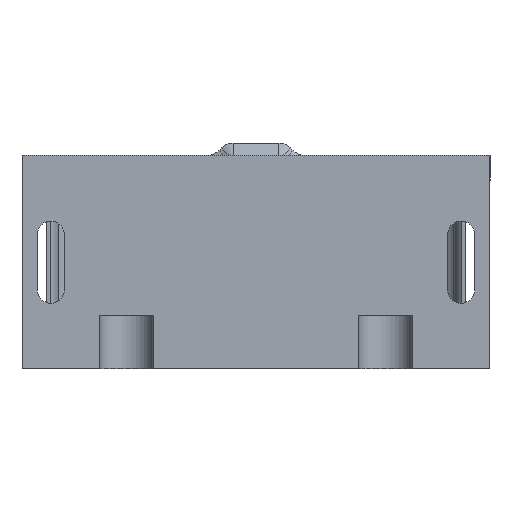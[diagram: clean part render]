
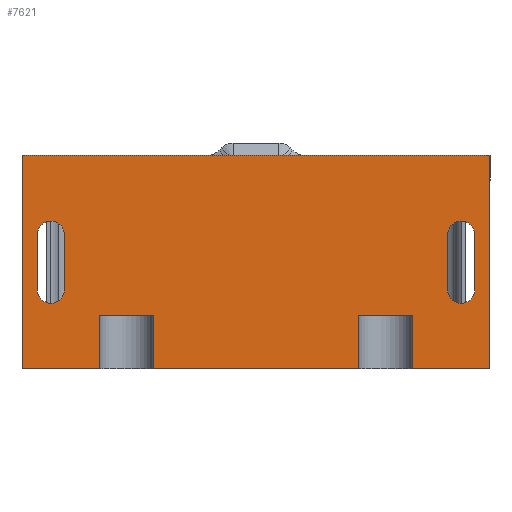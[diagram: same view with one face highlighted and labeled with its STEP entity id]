
A CAD part, front view. The second image highlights one B-rep face of the part: STEP entity #7621.
In plain terms, the highlighted planar face has unit normal (0, -1, 0).
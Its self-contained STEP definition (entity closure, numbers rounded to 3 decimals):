
#1667=DIRECTION('',(1.,0.,0.));
#1668=VECTOR('',#1667,13.2);
#1669=CARTESIAN_POINT('',(-38.2,-49.,-10.));
#1670=LINE('',#1669,#1668);
#1686=CARTESIAN_POINT('',(-50.,-49.,-3.7));
#1687=DIRECTION('',(0.,-1.,0.));
#1688=DIRECTION('',(-1.,0.,0.));
#1689=AXIS2_PLACEMENT_3D('',#1686,#1687,#1688);
#1691=CARTESIAN_POINT('',(-50.,-49.,9.703));
#1692=DIRECTION('',(0.,-1.,0.));
#1693=DIRECTION('',(1.,0.,0.));
#1694=AXIS2_PLACEMENT_3D('',#1691,#1692,#1693);
#1696=CARTESIAN_POINT('',(50.,-49.,9.703));
#1697=DIRECTION('',(0.,-1.,0.));
#1698=DIRECTION('',(1.,0.,0.));
#1699=AXIS2_PLACEMENT_3D('',#1696,#1697,#1698);
#1701=CARTESIAN_POINT('',(50.,-49.,-3.7));
#1702=DIRECTION('',(0.,-1.,0.));
#1703=DIRECTION('',(-1.,0.,0.));
#1704=AXIS2_PLACEMENT_3D('',#1701,#1702,#1703);
#1706=DIRECTION('',(0.,0.,1.));
#1707=VECTOR('',#1706,52.);
#1708=CARTESIAN_POINT('',(-57.,-49.,-23.));
#1709=LINE('',#1708,#1707);
#1710=DIRECTION('',(1.,0.,0.));
#1711=VECTOR('',#1710,114.);
#1712=CARTESIAN_POINT('',(-57.,-49.,29.));
#1713=LINE('',#1712,#1711);
#1714=DIRECTION('',(-1.,0.,0.));
#1715=VECTOR('',#1714,18.8);
#1716=CARTESIAN_POINT('',(57.,-49.,-23.));
#1717=LINE('',#1716,#1715);
#1718=DIRECTION('',(-1.,0.,0.));
#1719=VECTOR('',#1718,50.);
#1720=CARTESIAN_POINT('',(25.,-49.,-23.));
#1721=LINE('',#1720,#1719);
#1722=DIRECTION('',(-1.,0.,0.));
#1723=VECTOR('',#1722,18.8);
#1724=CARTESIAN_POINT('',(-38.2,-49.,-23.));
#1725=LINE('',#1724,#1723);
#1726=DIRECTION('',(0.,0.,1.));
#1727=VECTOR('',#1726,13.403);
#1728=CARTESIAN_POINT('',(-53.3,-49.,-3.7));
#1729=LINE('',#1728,#1727);
#1742=DIRECTION('',(0.,0.,-1.));
#1743=VECTOR('',#1742,13.403);
#1744=CARTESIAN_POINT('',(-46.7,-49.,9.703));
#1745=LINE('',#1744,#1743);
#2074=DIRECTION('',(0.,0.,1.));
#2075=VECTOR('',#2074,13.);
#2076=CARTESIAN_POINT('',(-38.2,-49.,-23.));
#2077=LINE('',#2076,#2075);
#2098=DIRECTION('',(0.,0.,-1.));
#2099=VECTOR('',#2098,13.);
#2100=CARTESIAN_POINT('',(-25.,-49.,-10.));
#2101=LINE('',#2100,#2099);
#2106=DIRECTION('',(0.,0.,1.));
#2107=VECTOR('',#2106,13.);
#2108=CARTESIAN_POINT('',(25.,-49.,-23.));
#2109=LINE('',#2108,#2107);
#2118=DIRECTION('',(1.,0.,0.));
#2119=VECTOR('',#2118,13.2);
#2120=CARTESIAN_POINT('',(25.,-49.,-10.));
#2121=LINE('',#2120,#2119);
#2145=DIRECTION('',(0.,0.,-1.));
#2146=VECTOR('',#2145,13.);
#2147=CARTESIAN_POINT('',(38.2,-49.,-10.));
#2148=LINE('',#2147,#2146);
#2171=DIRECTION('',(0.,0.,1.));
#2172=VECTOR('',#2171,52.);
#2173=CARTESIAN_POINT('',(57.,-49.,-23.));
#2174=LINE('',#2173,#2172);
#2747=DIRECTION('',(0.,0.,-1.));
#2748=VECTOR('',#2747,13.403);
#2749=CARTESIAN_POINT('',(53.3,-49.,9.703));
#2750=LINE('',#2749,#2748);
#2755=DIRECTION('',(0.,0.,1.));
#2756=VECTOR('',#2755,13.403);
#2757=CARTESIAN_POINT('',(46.7,-49.,-3.7));
#2758=LINE('',#2757,#2756);
#4454=CARTESIAN_POINT('',(-57.,-49.,-23.));
#4455=VERTEX_POINT('',#4454);
#4456=CARTESIAN_POINT('',(-38.2,-49.,-23.));
#4457=VERTEX_POINT('',#4456);
#4462=CARTESIAN_POINT('',(-25.,-49.,-23.));
#4463=VERTEX_POINT('',#4462);
#4464=CARTESIAN_POINT('',(25.,-49.,-23.));
#4465=VERTEX_POINT('',#4464);
#4470=CARTESIAN_POINT('',(38.2,-49.,-23.));
#4471=VERTEX_POINT('',#4470);
#4472=CARTESIAN_POINT('',(57.,-49.,-23.));
#4473=VERTEX_POINT('',#4472);
#4598=CARTESIAN_POINT('',(25.,-49.,-10.));
#4599=CARTESIAN_POINT('',(38.2,-49.,-10.));
#4600=VERTEX_POINT('',#4598);
#4601=VERTEX_POINT('',#4599);
#4602=CARTESIAN_POINT('',(-25.,-49.,-10.));
#4603=VERTEX_POINT('',#4602);
#4604=CARTESIAN_POINT('',(-38.2,-49.,-10.));
#4605=VERTEX_POINT('',#4604);
#4606=CARTESIAN_POINT('',(-53.3,-49.,-3.7));
#4607=CARTESIAN_POINT('',(-46.7,-49.,-3.7));
#4608=VERTEX_POINT('',#4606);
#4609=VERTEX_POINT('',#4607);
#4610=CARTESIAN_POINT('',(-46.7,-49.,9.703));
#4611=VERTEX_POINT('',#4610);
#4612=CARTESIAN_POINT('',(-53.3,-49.,9.703));
#4613=VERTEX_POINT('',#4612);
#4614=CARTESIAN_POINT('',(53.3,-49.,9.703));
#4615=CARTESIAN_POINT('',(53.3,-49.,-3.7));
#4616=VERTEX_POINT('',#4614);
#4617=VERTEX_POINT('',#4615);
#4618=CARTESIAN_POINT('',(46.7,-49.,9.703));
#4619=VERTEX_POINT('',#4618);
#4620=CARTESIAN_POINT('',(46.7,-49.,-3.7));
#4621=VERTEX_POINT('',#4620);
#4675=CARTESIAN_POINT('',(57.,-49.,29.));
#4676=VERTEX_POINT('',#4675);
#4677=CARTESIAN_POINT('',(-57.,-49.,29.));
#4678=VERTEX_POINT('',#4677);
#7572=CARTESIAN_POINT('',(0.,-49.,0.));
#7573=DIRECTION('',(0.,1.,0.));
#7574=DIRECTION('',(1.,0.,0.));
#7575=AXIS2_PLACEMENT_3D('',#7572,#7573,#7574);
#7576=PLANE('',#7575);
#7578=ORIENTED_EDGE('',*,*,#7577,.T.);
#7579=ORIENTED_EDGE('',*,*,#6499,.T.);
#7581=ORIENTED_EDGE('',*,*,#7580,.F.);
#7583=ORIENTED_EDGE('',*,*,#7582,.T.);
#7585=ORIENTED_EDGE('',*,*,#7584,.F.);
#7587=ORIENTED_EDGE('',*,*,#7586,.F.);
#7589=ORIENTED_EDGE('',*,*,#7588,.F.);
#7591=ORIENTED_EDGE('',*,*,#7590,.T.);
#7593=ORIENTED_EDGE('',*,*,#7592,.F.);
#7594=ORIENTED_EDGE('',*,*,#7550,.F.);
#7596=ORIENTED_EDGE('',*,*,#7595,.F.);
#7598=ORIENTED_EDGE('',*,*,#7597,.T.);
#7599=EDGE_LOOP('',(#7578,#7579,#7581,#7583,#7585,#7587,#7589,#7591,#7593,#7594,
#7596,#7598));
#7600=FACE_OUTER_BOUND('',#7599,.F.);
#7602=ORIENTED_EDGE('',*,*,#7601,.F.);
#7604=ORIENTED_EDGE('',*,*,#7603,.T.);
#7606=ORIENTED_EDGE('',*,*,#7605,.F.);
#7608=ORIENTED_EDGE('',*,*,#7607,.T.);
#7609=EDGE_LOOP('',(#7602,#7604,#7606,#7608));
#7610=FACE_BOUND('',#7609,.F.);
#7612=ORIENTED_EDGE('',*,*,#7611,.T.);
#7614=ORIENTED_EDGE('',*,*,#7613,.F.);
#7616=ORIENTED_EDGE('',*,*,#7615,.T.);
#7618=ORIENTED_EDGE('',*,*,#7617,.F.);
#7619=EDGE_LOOP('',(#7612,#7614,#7616,#7618));
#7620=FACE_BOUND('',#7619,.F.);
#1690=CIRCLE('',#1689,3.3);
#1695=CIRCLE('',#1694,3.3);
#1700=CIRCLE('',#1699,3.3);
#1705=CIRCLE('',#1704,3.3);
#6499=EDGE_CURVE('',#4678,#4676,#1713,.T.);
#7550=EDGE_CURVE('',#4605,#4603,#1670,.T.);
#7577=EDGE_CURVE('',#4455,#4678,#1709,.T.);
#7580=EDGE_CURVE('',#4473,#4676,#2174,.T.);
#7582=EDGE_CURVE('',#4473,#4471,#1717,.T.);
#7584=EDGE_CURVE('',#4601,#4471,#2148,.T.);
#7586=EDGE_CURVE('',#4600,#4601,#2121,.T.);
#7588=EDGE_CURVE('',#4465,#4600,#2109,.T.);
#7590=EDGE_CURVE('',#4465,#4463,#1721,.T.);
#7592=EDGE_CURVE('',#4603,#4463,#2101,.T.);
#7595=EDGE_CURVE('',#4457,#4605,#2077,.T.);
#7597=EDGE_CURVE('',#4457,#4455,#1725,.T.);
#7601=EDGE_CURVE('',#4616,#4617,#2750,.T.);
#7603=EDGE_CURVE('',#4616,#4619,#1700,.T.);
#7605=EDGE_CURVE('',#4621,#4619,#2758,.T.);
#7607=EDGE_CURVE('',#4621,#4617,#1705,.T.);
#7611=EDGE_CURVE('',#4608,#4609,#1690,.T.);
#7613=EDGE_CURVE('',#4611,#4609,#1745,.T.);
#7615=EDGE_CURVE('',#4611,#4613,#1695,.T.);
#7617=EDGE_CURVE('',#4608,#4613,#1729,.T.);
#7621=ADVANCED_FACE('',(#7600,#7610,#7620),#7576,.F.);
